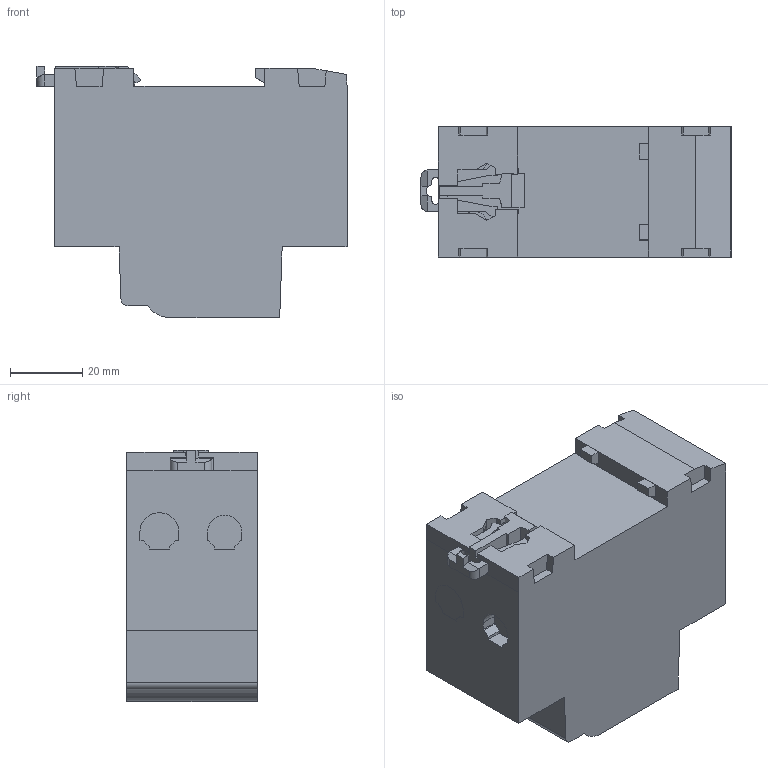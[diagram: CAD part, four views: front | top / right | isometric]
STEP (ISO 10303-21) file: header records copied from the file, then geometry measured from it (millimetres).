
FILE_DESCRIPTION((''),'2;1');
FILE_NAME('SB111476_3D-SIMPLIFIED_ASM','2015-01-27T',('mcordero'),(''),'PRO/ENGINEER BY PARAMETRIC TECHNOLOGY CORPORATION, 2009280','PRO/ENGINEER BY PARAMETRIC TECHNOLOGY CORPORATION, 2009280','');
FILE_SCHEMA(('CONFIG_CONTROL_DESIGN'));
Length unit declared in the file: millimetre
Products named in the file (9): BLOC; VIS_1; CAPUCHON; SB111476_3D-SIMPLIFIED-1_ASM; AGRAPHE_1; SB111474_3D-SIMPLIFIED-1_ASM_2_ASM; SB111474_3D-SIMPLIFIED_ASM_3_ASM; SB111474_3D-SIMPLIFIED_ASM; SB111476_3D-SIMPLIFIED_ASM
Assembly tree (10 placements, depth 5):
  SB111476_3D-SIMPLIFIED_ASM
    SB111476_3D-SIMPLIFIED-1_ASM
      BLOC
      VIS_1
      CAPUCHON
    SB111474_3D-SIMPLIFIED_ASM
      SB111474_3D-SIMPLIFIED_ASM_3_ASM
        SB111474_3D-SIMPLIFIED-1_ASM_2_ASM
          VIS_1  x2
          AGRAPHE_1
Bounding box: 85.55 x 36 x 69.29 mm (x, y, z)
Volume: 161644.6 mm3; surface area: 26525.5 mm2
Topology: 6 solids, 6 shells, 259 faces, 701 edges, 465 vertices
Faces by surface type: plane 214, cylinder 45
Entity records: 7221 total; most frequent: CARTESIAN_POINT 1267, ORIENTED_EDGE 1210, DIRECTION 1189, EDGE_CURVE 605, VECTOR 513, LINE 513, VERTEX_POINT 401, AXIS2_PLACEMENT_3D 338
